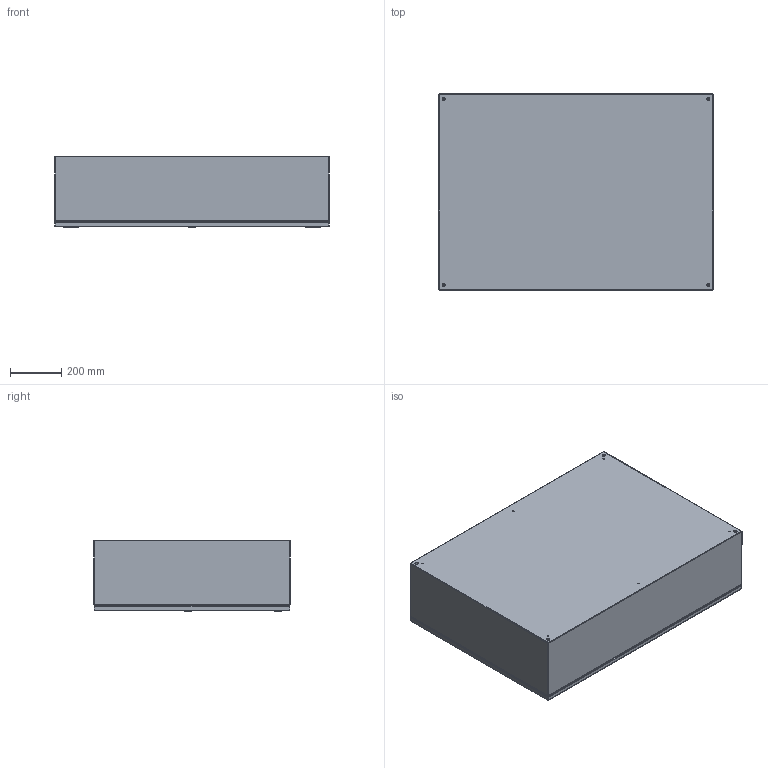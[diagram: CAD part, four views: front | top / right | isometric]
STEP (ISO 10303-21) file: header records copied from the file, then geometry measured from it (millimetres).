
FILE_DESCRIPTION (( 'STEP AP214' ), '1' );
FILE_NAME ('EN4SD423010SSR.STEP', '2019-10-29T19:07:08', ( '' ), ( '' ), 'SwSTEP 2.0', 'SolidWorks 2019', '' );
FILE_SCHEMA (( 'AUTOMOTIVE_DESIGN' ));
Length unit declared in the file: inch
Products named in the file (1): EN4SD423010SSR
Bounding box: 1066.8 x 762 x 279.45 mm (x, y, z)
Volume: 5431448.2 mm3; surface area: 6036680.9 mm2
Topology: 58 solids, 59 shells, 1511 faces, 3619 edges, 2290 vertices
Faces by surface type: plane 807, cylinder 474, bspline 144, torus 48, cone 38
Entity records: 67915 total; most frequent: CARTESIAN_POINT 12681, DIRECTION 7257, ORIENTED_EDGE 7198, EDGE_CURVE 3599, AXIS2_PLACEMENT_3D 2534, VERTEX_POINT 2290, LINE 2189, VECTOR 2189
